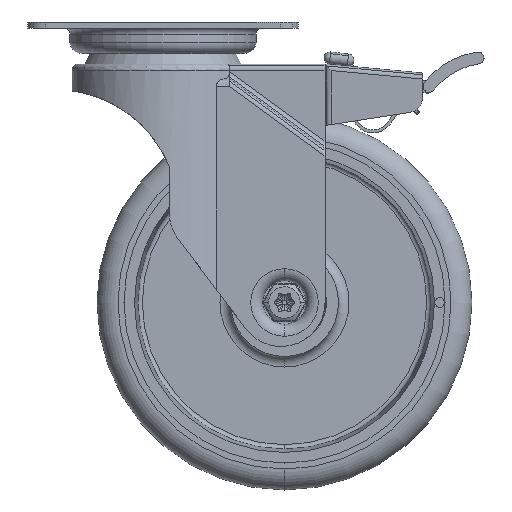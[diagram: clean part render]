
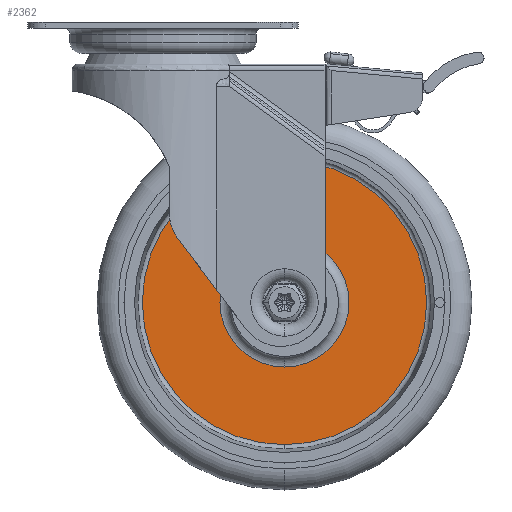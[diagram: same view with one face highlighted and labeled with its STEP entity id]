
A CAD part, front view. The second image highlights one B-rep face of the part: STEP entity #2362.
In plain terms, the highlighted planar face has unit normal (0, -1, 0).
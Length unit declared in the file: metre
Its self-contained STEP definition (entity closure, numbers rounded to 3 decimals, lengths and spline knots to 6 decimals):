
#2362=ADVANCED_FACE('',(#3653,#3654),#3655,.T.);
#3653=FACE_OUTER_BOUND('',#5229,.T.);
#3654=FACE_BOUND('',#5230,.T.);
#3655=PLANE('',#5231);
#5229=EDGE_LOOP('',(#13288,#13289));
#5230=EDGE_LOOP('',(#13290,#13291));
#5231=AXIS2_PLACEMENT_3D('',#13292,#13293,#13294);
#13288=ORIENTED_EDGE('',*,*,#16433,.F.);
#13289=ORIENTED_EDGE('',*,*,#16377,.F.);
#13290=ORIENTED_EDGE('',*,*,#16432,.T.);
#13291=ORIENTED_EDGE('',*,*,#16382,.T.);
#13292=CARTESIAN_POINT('',(0.0,-0.0025,0.034441));
#13293=DIRECTION('',(0.0,-1.0,0.));
#13294=DIRECTION('',(0.0,0.,-1.0));
#16377=EDGE_CURVE('',#18883,#18885,#18886,.T.);
#16382=EDGE_CURVE('',#18889,#18893,#18895,.T.);
#16432=EDGE_CURVE('',#18893,#18889,#18975,.T.);
#16433=EDGE_CURVE('',#18885,#18883,#18976,.T.);
#18883=VERTEX_POINT('',#23799);
#18885=VERTEX_POINT('',#23801);
#18886=CIRCLE('',#23802,0.047382);
#18889=VERTEX_POINT('',#23805);
#18893=VERTEX_POINT('',#23809);
#18895=CIRCLE('',#23811,0.0215);
#18975=CIRCLE('',#23905,0.0215);
#18976=CIRCLE('',#23906,0.047382);
#23799=CARTESIAN_POINT('',(0.,-0.0025,-0.047382));
#23801=CARTESIAN_POINT('',(0.0,-0.0025,0.047382));
#23802=AXIS2_PLACEMENT_3D('',#29196,#29197,#29198);
#23805=CARTESIAN_POINT('',(0.,-0.0025,-0.0215));
#23809=CARTESIAN_POINT('',(0.0,-0.0025,0.0215));
#23811=AXIS2_PLACEMENT_3D('',#29211,#29212,#29213);
#23905=AXIS2_PLACEMENT_3D('',#29333,#29334,#29335);
#23906=AXIS2_PLACEMENT_3D('',#29336,#29337,#29338);
#29196=CARTESIAN_POINT('',(0.0,-0.0025,0.0));
#29197=DIRECTION('',(0.0,1.0,0.0));
#29198=DIRECTION('',(0.0,0.0,1.0));
#29211=CARTESIAN_POINT('',(0.0,-0.0025,0.0));
#29212=DIRECTION('',(0.0,1.0,0.0));
#29213=DIRECTION('',(0.0,0.0,1.0));
#29333=CARTESIAN_POINT('',(0.0,-0.0025,0.0));
#29334=DIRECTION('',(0.0,1.0,0.0));
#29335=DIRECTION('',(0.0,0.0,1.0));
#29336=CARTESIAN_POINT('',(0.0,-0.0025,0.0));
#29337=DIRECTION('',(0.0,1.0,0.0));
#29338=DIRECTION('',(0.0,0.0,1.0));
